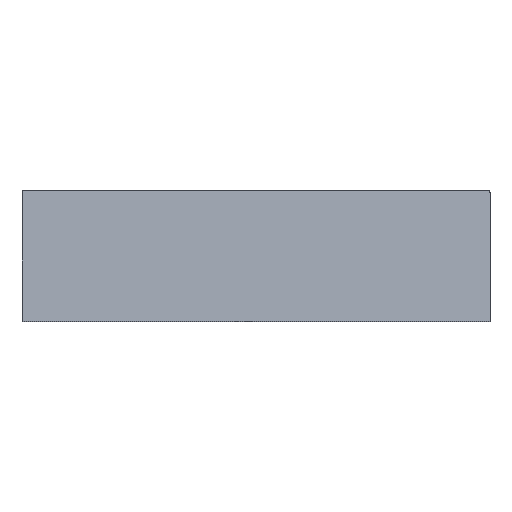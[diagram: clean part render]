
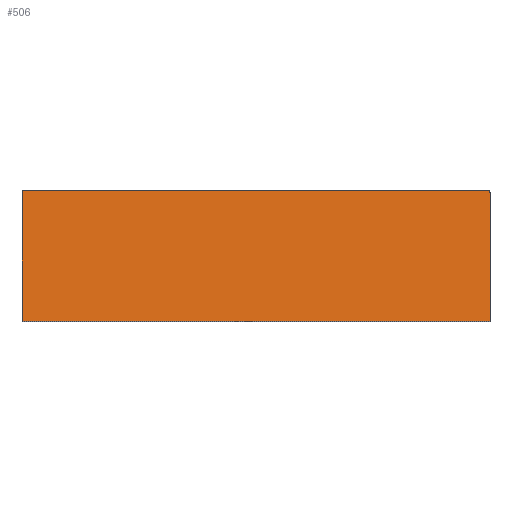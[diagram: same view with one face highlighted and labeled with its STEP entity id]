
A CAD part, top view. The second image highlights one B-rep face of the part: STEP entity #506.
In plain terms, the highlighted planar face has unit normal (0, 0.104, 0.995).
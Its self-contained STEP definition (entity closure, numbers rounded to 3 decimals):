
#23=ELLIPSE('',#562,1.508,1.5);
#24=ELLIPSE('',#576,1.508,1.5);
#92=FACE_OUTER_BOUND('',#124,.T.);
#124=EDGE_LOOP('',(#457,#458,#459,#460,#461,#462));
#127=LINE('',#749,#171);
#155=LINE('',#837,#199);
#160=LINE('',#855,#204);
#168=LINE('',#882,#212);
#171=VECTOR('',#585,10.);
#199=VECTOR('',#681,10.);
#204=VECTOR('',#702,10.);
#212=VECTOR('',#738,10.);
#215=VERTEX_POINT('',#746);
#216=VERTEX_POINT('',#748);
#242=VERTEX_POINT('',#836);
#246=VERTEX_POINT('',#850);
#247=VERTEX_POINT('',#854);
#252=VERTEX_POINT('',#878);
#255=EDGE_CURVE('',#216,#215,#127,.T.);
#299=EDGE_CURVE('',#215,#242,#155,.T.);
#306=EDGE_CURVE('',#242,#246,#23,.T.);
#308=EDGE_CURVE('',#246,#247,#160,.T.);
#320=EDGE_CURVE('',#247,#252,#24,.T.);
#322=EDGE_CURVE('',#252,#216,#168,.T.);
#457=ORIENTED_EDGE('',*,*,#320,.T.);
#458=ORIENTED_EDGE('',*,*,#322,.T.);
#459=ORIENTED_EDGE('',*,*,#255,.T.);
#460=ORIENTED_EDGE('',*,*,#299,.T.);
#461=ORIENTED_EDGE('',*,*,#306,.T.);
#462=ORIENTED_EDGE('',*,*,#308,.T.);
#474=PLANE('',#578);
#506=ADVANCED_FACE('',(#92),#474,.T.);
#562=AXIS2_PLACEMENT_3D('',#851,#697,#698);
#576=AXIS2_PLACEMENT_3D('',#879,#733,#734);
#578=AXIS2_PLACEMENT_3D('',#883,#739,#740);
#585=DIRECTION('',(1.,0.,0.));
#681=DIRECTION('',(0.,0.995,-0.105));
#697=DIRECTION('center_axis',(0.,0.105,0.995));
#698=DIRECTION('ref_axis',(0.,0.995,-0.105));
#702=DIRECTION('',(-1.,0.,0.));
#733=DIRECTION('center_axis',(0.,0.105,0.995));
#734=DIRECTION('ref_axis',(0.,0.995,-0.105));
#738=DIRECTION('',(0.,-0.995,0.105));
#739=DIRECTION('center_axis',(0.,0.105,0.995));
#740=DIRECTION('ref_axis',(1.,0.,0.));
#746=CARTESIAN_POINT('',(350.44,-98.08,30.));
#748=CARTESIAN_POINT('',(0.,-98.08,30.));
#749=CARTESIAN_POINT('',(0.,-98.08,30.));
#836=CARTESIAN_POINT('',(350.44,-1.5,19.849));
#837=CARTESIAN_POINT('',(350.44,-71.489,27.205));
#850=CARTESIAN_POINT('',(348.94,0.,19.691));
#851=CARTESIAN_POINT('Origin',(348.94,-1.5,19.849));
#854=CARTESIAN_POINT('',(1.5,0.,19.691));
#855=CARTESIAN_POINT('',(262.83,0.,19.691));
#878=CARTESIAN_POINT('',(0.,-1.5,19.849));
#879=CARTESIAN_POINT('Origin',(1.5,-1.5,19.849));
#882=CARTESIAN_POINT('',(0.,-22.985,22.107));
#883=CARTESIAN_POINT('Origin',(175.22,-48.016,24.738));
